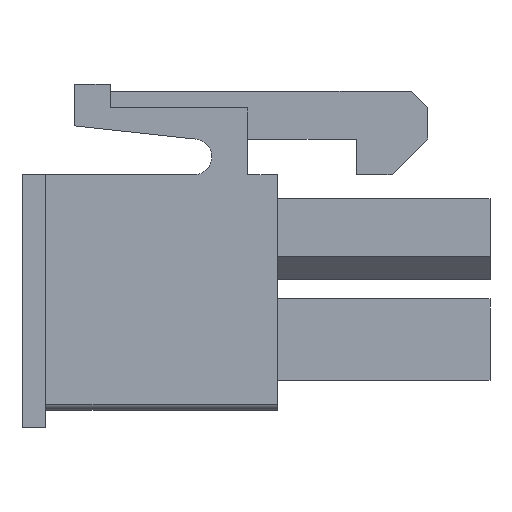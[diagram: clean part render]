
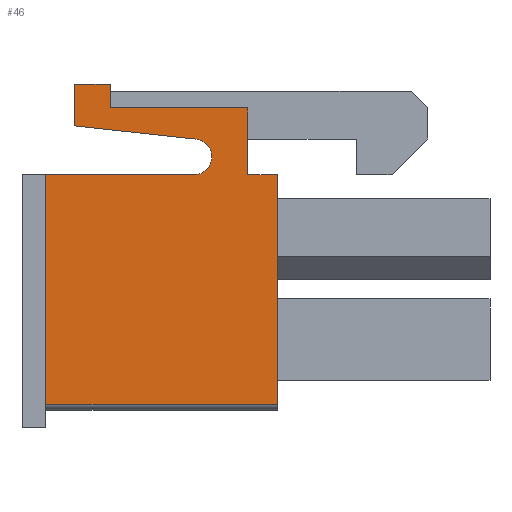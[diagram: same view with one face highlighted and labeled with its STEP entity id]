
A CAD part, left-side view. The second image highlights one B-rep face of the part: STEP entity #46.
In plain terms, the highlighted planar face has unit normal (-1, 0, 0).
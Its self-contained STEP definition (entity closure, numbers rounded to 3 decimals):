
#46=ADVANCED_FACE('',(#216),#132,.T.);
#132=PLANE('',#1714);
#216=FACE_OUTER_BOUND('',#298,.T.);
#298=EDGE_LOOP('',(#394,#395,#396,#397,#398,#399,#400,#401,#402,#403,#404,
#405));
#390=CIRCLE('',#1713,0.75);
#394=ORIENTED_EDGE('',*,*,#1018,.F.);
#395=ORIENTED_EDGE('',*,*,#1019,.T.);
#396=ORIENTED_EDGE('',*,*,#1020,.T.);
#397=ORIENTED_EDGE('',*,*,#1021,.F.);
#398=ORIENTED_EDGE('',*,*,#1022,.F.);
#399=ORIENTED_EDGE('',*,*,#1023,.F.);
#400=ORIENTED_EDGE('',*,*,#1024,.F.);
#401=ORIENTED_EDGE('',*,*,#1025,.F.);
#402=ORIENTED_EDGE('',*,*,#1026,.F.);
#403=ORIENTED_EDGE('',*,*,#1027,.F.);
#404=ORIENTED_EDGE('',*,*,#1028,.F.);
#405=ORIENTED_EDGE('',*,*,#1029,.F.);
#862=VERTEX_POINT('',#2217);
#863=VERTEX_POINT('',#2218);
#864=VERTEX_POINT('',#2220);
#865=VERTEX_POINT('',#2222);
#866=VERTEX_POINT('',#2224);
#867=VERTEX_POINT('',#2226);
#868=VERTEX_POINT('',#2228);
#869=VERTEX_POINT('',#2230);
#870=VERTEX_POINT('',#2232);
#871=VERTEX_POINT('',#2234);
#872=VERTEX_POINT('',#2236);
#873=VERTEX_POINT('',#2238);
#1018=EDGE_CURVE('',#862,#863,#1252,.T.);
#1019=EDGE_CURVE('',#862,#864,#1253,.T.);
#1020=EDGE_CURVE('',#864,#865,#1254,.T.);
#1021=EDGE_CURVE('',#866,#865,#1255,.T.);
#1022=EDGE_CURVE('',#867,#866,#1256,.T.);
#1023=EDGE_CURVE('',#868,#867,#1257,.T.);
#1024=EDGE_CURVE('',#869,#868,#1258,.T.);
#1025=EDGE_CURVE('',#870,#869,#1259,.T.);
#1026=EDGE_CURVE('',#871,#870,#1260,.T.);
#1027=EDGE_CURVE('',#872,#871,#1261,.T.);
#1028=EDGE_CURVE('',#873,#872,#1262,.T.);
#1029=EDGE_CURVE('',#863,#873,#390,.T.);
#1252=LINE('',#2216,#1482);
#1253=LINE('',#2219,#1483);
#1254=LINE('',#2221,#1484);
#1255=LINE('',#2223,#1485);
#1256=LINE('',#2225,#1486);
#1257=LINE('',#2227,#1487);
#1258=LINE('',#2229,#1488);
#1259=LINE('',#2231,#1489);
#1260=LINE('',#2233,#1490);
#1261=LINE('',#2235,#1491);
#1262=LINE('',#2237,#1492);
#1482=VECTOR('',#1805,1.);
#1483=VECTOR('',#1806,1.);
#1484=VECTOR('',#1807,1.);
#1485=VECTOR('',#1808,1.);
#1486=VECTOR('',#1809,1.);
#1487=VECTOR('',#1810,1.);
#1488=VECTOR('',#1811,1.);
#1489=VECTOR('',#1812,1.);
#1490=VECTOR('',#1813,1.);
#1491=VECTOR('',#1814,1.);
#1492=VECTOR('',#1815,1.);
#1713=AXIS2_PLACEMENT_3D('',#2239,#1816,#1817);
#1714=AXIS2_PLACEMENT_3D('',#2240,#1818,#1819);
#1805=DIRECTION('',(0.,-1.,0.));
#1806=DIRECTION('',(0.,0.,-1.));
#1807=DIRECTION('',(0.,-1.,0.));
#1808=DIRECTION('',(0.,0.,-1.));
#1809=DIRECTION('',(0.,-1.,0.));
#1810=DIRECTION('',(0.,0.,-1.));
#1811=DIRECTION('',(0.,-1.,0.));
#1812=DIRECTION('',(0.,0.,-1.));
#1813=DIRECTION('',(0.,-1.,0.));
#1814=DIRECTION('',(0.,0.,1.));
#1815=DIRECTION('',(0.,0.994,0.108));
#1816=DIRECTION('',(-1.,0.,0.));
#1817=DIRECTION('',(0.,1.,0.));
#1818=DIRECTION('',(-1.,0.,0.));
#1819=DIRECTION('',(0.,0.,1.));
#2216=CARTESIAN_POINT('',(-2.7,10.7,9.6));
#2217=CARTESIAN_POINT('',(-2.7,9.7,9.6));
#2218=CARTESIAN_POINT('',(-2.7,3.5,9.6));
#2219=CARTESIAN_POINT('',(-2.7,9.7,9.6));
#2220=CARTESIAN_POINT('',(-2.7,9.7,0.));
#2221=CARTESIAN_POINT('',(-2.7,10.7,0.));
#2222=CARTESIAN_POINT('',(-2.7,0.,0.));
#2223=CARTESIAN_POINT('',(-2.7,0.,9.6));
#2224=CARTESIAN_POINT('',(-2.7,0.,9.6));
#2225=CARTESIAN_POINT('',(-2.7,10.7,9.6));
#2226=CARTESIAN_POINT('',(-2.7,1.25,9.6));
#2227=CARTESIAN_POINT('',(-2.7,1.25,12.4));
#2228=CARTESIAN_POINT('',(-2.7,1.25,12.4));
#2229=CARTESIAN_POINT('',(-2.7,6.3,12.4));
#2230=CARTESIAN_POINT('',(-2.7,7.,12.4));
#2231=CARTESIAN_POINT('',(-2.7,7.,13.1));
#2232=CARTESIAN_POINT('',(-2.7,7.,13.4));
#2233=CARTESIAN_POINT('',(-2.7,8.5,13.4));
#2234=CARTESIAN_POINT('',(-2.7,8.5,13.4));
#2235=CARTESIAN_POINT('',(-2.7,8.5,11.65));
#2236=CARTESIAN_POINT('',(-2.7,8.5,11.65));
#2237=CARTESIAN_POINT('',(-2.7,3.419,11.096));
#2238=CARTESIAN_POINT('',(-2.7,3.419,11.096));
#2239=CARTESIAN_POINT('',(-2.7,3.5,10.35));
#2240=CARTESIAN_POINT('',(-2.7,10.7,9.6));
